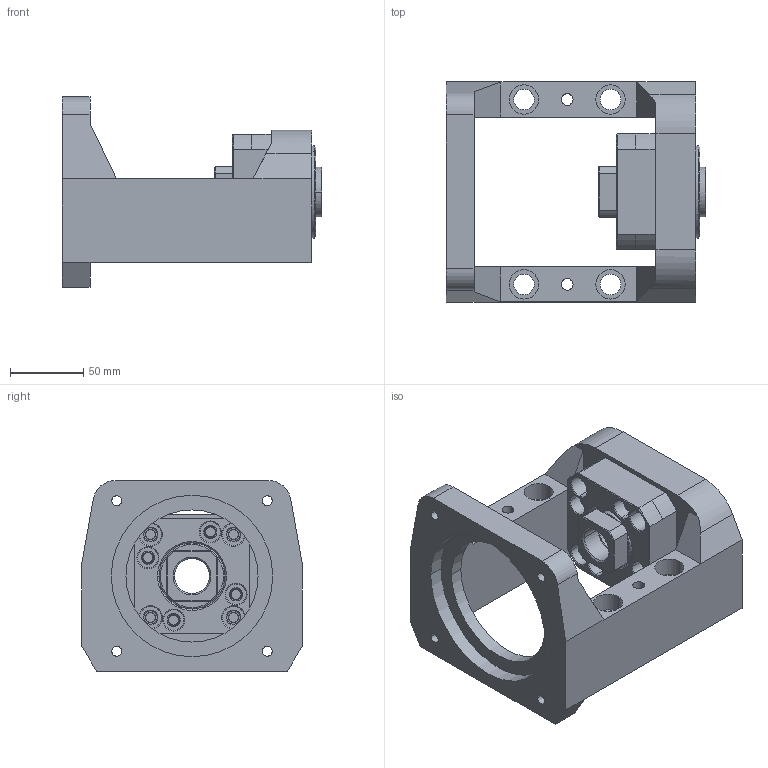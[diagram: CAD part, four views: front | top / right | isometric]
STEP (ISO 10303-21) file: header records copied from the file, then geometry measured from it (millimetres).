
FILE_DESCRIPTION(('CATIA V5 STEP Exchange'),'2;1');
FILE_NAME('TKZL25L-130-XT01580078.stp','2019-10-24T15:59:34+00:00',('none'),('none'),'CATIA Version 5 Release 20 GA (IN-10)','CATIA V5 STEP AP203','none');
FILE_SCHEMA(('CONFIG_CONTROL_DESIGN'));
Length unit declared in the file: millimetre
Products named in the file (1): TKZL25L-130-XT01580078_AllCATPart
Bounding box: 177 x 150 x 130 mm (x, y, z)
Volume: 979560.3 mm3; surface area: 167104.7 mm2
Topology: 1 solids, 5 shells, 346 faces, 781 edges, 483 vertices
Faces by surface type: cylinder 140, plane 100, cone 94, torus 12
Entity records: 8894 total; most frequent: CARTESIAN_POINT 1570, ORIENTED_EDGE 1562, DIRECTION 1239, EDGE_CURVE 781, AXIS2_PLACEMENT_3D 651, VERTEX_POINT 483, EDGE_LOOP 418, CIRCLE 404
